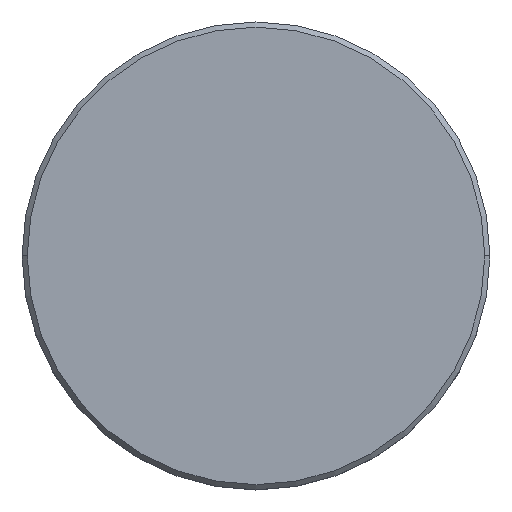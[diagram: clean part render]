
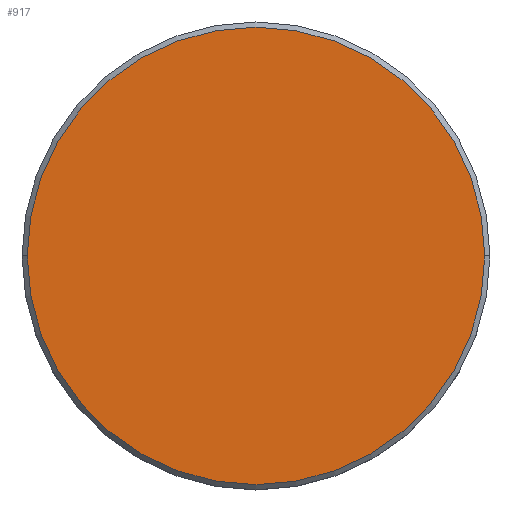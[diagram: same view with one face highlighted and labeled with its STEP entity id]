
A CAD part, top view. The second image highlights one B-rep face of the part: STEP entity #917.
In plain terms, the highlighted planar face has unit normal (0, 0, 1).
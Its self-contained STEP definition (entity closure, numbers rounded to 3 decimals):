
#166 = FACE_OUTER_BOUND ( 'NONE', #541, .T. ) ;
#244 = EDGE_CURVE ( 'NONE', #952, #375, #712, .T. ) ;
#249 = PLANE ( 'NONE',  #845 ) ;
#282 = DIRECTION ( 'NONE',  ( 0., 0., 1. ) ) ;
#375 = VERTEX_POINT ( 'NONE', #527 ) ;
#382 = AXIS2_PLACEMENT_3D ( 'NONE', #493, #394, #667 ) ;
#394 = DIRECTION ( 'NONE',  ( 0., 0., 1. ) ) ;
#400 = AXIS2_PLACEMENT_3D ( 'NONE', #1082, #282, #448 ) ;
#448 = DIRECTION ( 'NONE',  ( 1., 0., 0. ) ) ;
#493 = CARTESIAN_POINT ( 'NONE',  ( 0., 0., 0. ) ) ;
#525 = CARTESIAN_POINT ( 'NONE',  ( 0., 0., 0. ) ) ;
#527 = CARTESIAN_POINT ( 'NONE',  ( -22., 0., 0. ) ) ;
#541 = EDGE_LOOP ( 'NONE', ( #949, #1163 ) ) ;
#626 = CARTESIAN_POINT ( 'NONE',  ( 22., 0., 0. ) ) ;
#635 = CIRCLE ( 'NONE', #400, 22. ) ;
#667 = DIRECTION ( 'NONE',  ( 1., 0., 0. ) ) ;
#695 = DIRECTION ( 'NONE',  ( 1., 0., 0. ) ) ;
#712 = CIRCLE ( 'NONE', #382, 22. ) ;
#845 = AXIS2_PLACEMENT_3D ( 'NONE', #525, #890, #695 ) ;
#890 = DIRECTION ( 'NONE',  ( 0., 0., 1. ) ) ;
#917 = ADVANCED_FACE ( 'NONE', ( #166 ), #249, .T. ) ;
#949 = ORIENTED_EDGE ( 'NONE', *, *, #989, .T. ) ;
#952 = VERTEX_POINT ( 'NONE', #626 ) ;
#989 = EDGE_CURVE ( 'NONE', #375, #952, #635, .T. ) ;
#1082 = CARTESIAN_POINT ( 'NONE',  ( 0., 0., 0. ) ) ;
#1163 = ORIENTED_EDGE ( 'NONE', *, *, #244, .T. ) ;
